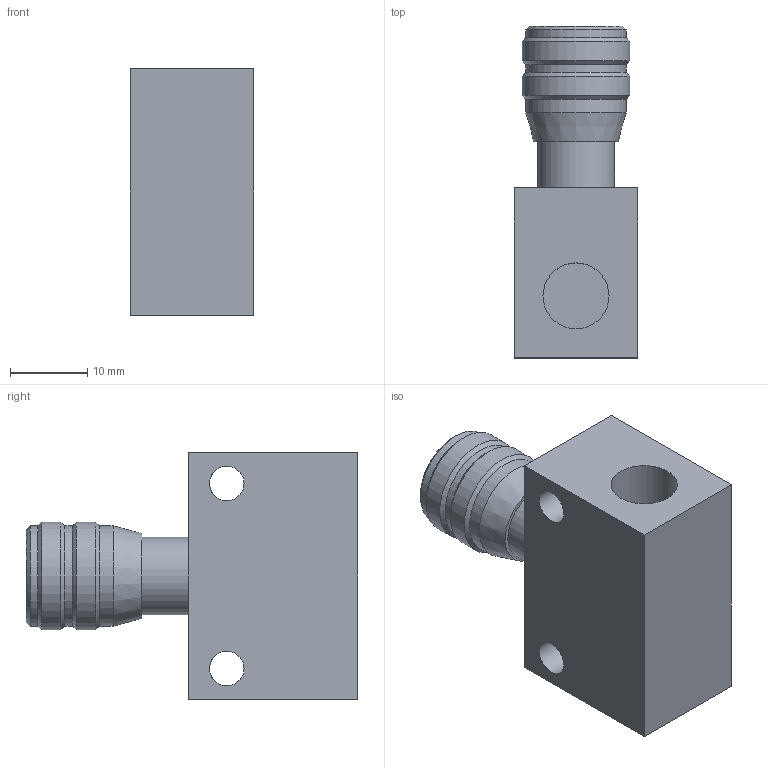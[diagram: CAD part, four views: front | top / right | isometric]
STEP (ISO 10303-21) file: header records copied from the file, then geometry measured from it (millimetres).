
FILE_DESCRIPTION (( 'STEP AP214' ), '1' );
FILE_NAME ('DR-18_Airtec.step', '2018-11-27T15:40:04', ( '' ), ( '' ), 'SwSTEP 2.0', 'SolidWorks 2010', '' );
FILE_SCHEMA (( 'AUTOMOTIVE_DESIGN' ));
Length unit declared in the file: millimetre
Products named in the file (1): DR-18_Airtec
Bounding box: 16 x 43 x 32 mm (x, y, z)
Volume: 12318 mm3; surface area: 4887.9 mm2
Topology: 1 solids, 1 shells, 28 faces, 59 edges, 37 vertices
Faces by surface type: cylinder 12, plane 10, cone 6
Full cylindrical faces by diameter (mm): 2.459 x2, 4.5 x2, 8.566 x2, 10 x1, 13 x3, 14 x2
Entity records: 762 total; most frequent: CARTESIAN_POINT 183, DIRECTION 118, ORIENTED_EDGE 76, EDGE_LOOP 58, AXIS2_PLACEMENT_3D 53, FACE_OUTER_BOUND 40, EDGE_CURVE 38, VERTEX_POINT 34
